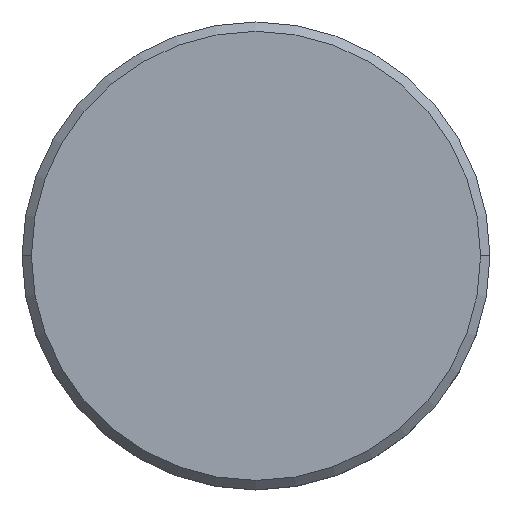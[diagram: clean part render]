
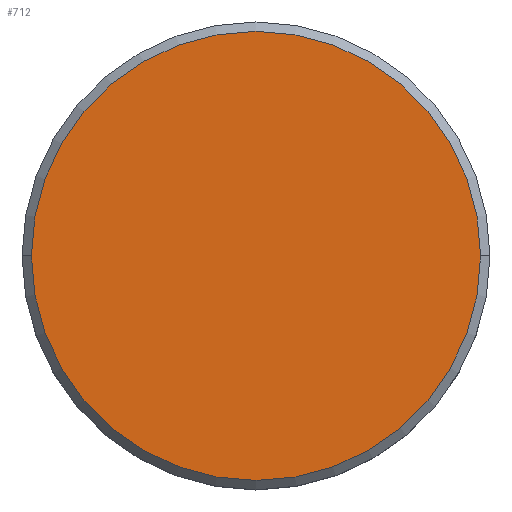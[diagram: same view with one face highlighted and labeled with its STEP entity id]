
A CAD part, top view. The second image highlights one B-rep face of the part: STEP entity #712.
In plain terms, the highlighted planar face has unit normal (0, 0, 1).
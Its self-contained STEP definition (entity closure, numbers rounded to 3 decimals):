
#26 = EDGE_CURVE ( 'NONE', #460, #1175, #456, .T. ) ;
#197 = DIRECTION ( 'NONE',  ( 1., 0., 0. ) ) ;
#317 = DIRECTION ( 'NONE',  ( 1., 0., 0. ) ) ;
#334 = PLANE ( 'NONE',  #814 ) ;
#423 = FACE_OUTER_BOUND ( 'NONE', #1099, .T. ) ;
#427 = CARTESIAN_POINT ( 'NONE',  ( 0., 0., 0. ) ) ;
#456 = CIRCLE ( 'NONE', #1132, 12. ) ;
#460 = VERTEX_POINT ( 'NONE', #1061 ) ;
#486 = CARTESIAN_POINT ( 'NONE',  ( 0., 0., 0. ) ) ;
#525 = DIRECTION ( 'NONE',  ( 0., 0., 1. ) ) ;
#535 = CARTESIAN_POINT ( 'NONE',  ( 12., 0., 0. ) ) ;
#629 = AXIS2_PLACEMENT_3D ( 'NONE', #486, #851, #317 ) ;
#651 = CARTESIAN_POINT ( 'NONE',  ( 0., 0., 0. ) ) ;
#712 = ADVANCED_FACE ( 'NONE', ( #423 ), #334, .T. ) ;
#814 = AXIS2_PLACEMENT_3D ( 'NONE', #427, #525, #900 ) ;
#835 = CIRCLE ( 'NONE', #629, 12. ) ;
#851 = DIRECTION ( 'NONE',  ( 0., 0., 1. ) ) ;
#900 = DIRECTION ( 'NONE',  ( 1., 0., 0. ) ) ;
#928 = ORIENTED_EDGE ( 'NONE', *, *, #26, .T. ) ;
#1014 = DIRECTION ( 'NONE',  ( 0., 0., 1. ) ) ;
#1036 = EDGE_CURVE ( 'NONE', #1175, #460, #835, .T. ) ;
#1061 = CARTESIAN_POINT ( 'NONE',  ( -12., 0., 0. ) ) ;
#1089 = ORIENTED_EDGE ( 'NONE', *, *, #1036, .T. ) ;
#1099 = EDGE_LOOP ( 'NONE', ( #928, #1089 ) ) ;
#1132 = AXIS2_PLACEMENT_3D ( 'NONE', #651, #1014, #197 ) ;
#1175 = VERTEX_POINT ( 'NONE', #535 ) ;
